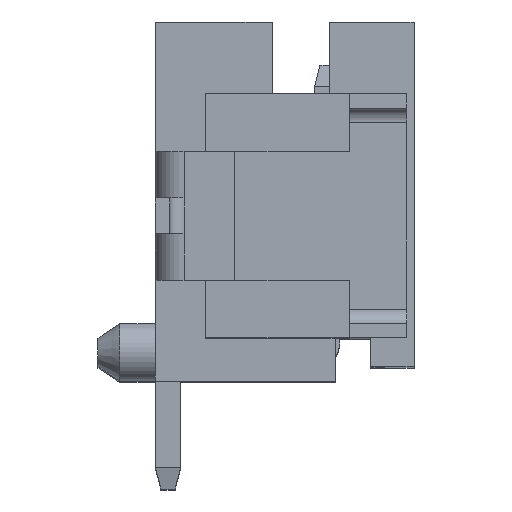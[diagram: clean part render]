
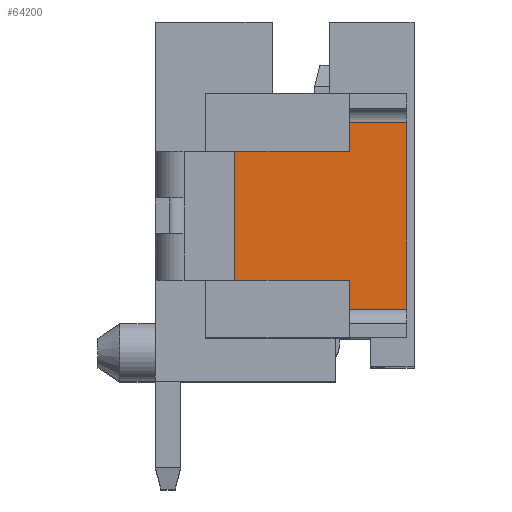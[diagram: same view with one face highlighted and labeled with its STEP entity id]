
A CAD part, top view. The second image highlights one B-rep face of the part: STEP entity #64200.
In plain terms, the highlighted planar face has unit normal (0, 0, 1).
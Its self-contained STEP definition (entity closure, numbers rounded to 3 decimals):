
#2620=CARTESIAN_POINT('',(0.283,1.27,14.15));
#2630=VERTEX_POINT('',#2620);
#2860=CARTESIAN_POINT('',(-0.417,1.27,14.15));
#2870=VERTEX_POINT('',#2860);
#2900=CARTESIAN_POINT('',(0.,1.27,14.15));
#2910=DIRECTION('',(1.,0.,0.));
#2920=VECTOR('',#2910,1.);
#2930=LINE('',#2900,#2920);
#2940=CARTESIAN_POINT('',(-0.751,1.27,14.15));
#2950=VERTEX_POINT('',#2940);
#2960=EDGE_CURVE('',#2950,#2870,#2930,.T.);
#3140=CARTESIAN_POINT('',(-0.917,1.27,14.15));
#3150=VERTEX_POINT('',#3140);
#3180=CARTESIAN_POINT('',(-1.167,1.27,14.15));
#3190=VERTEX_POINT('',#3180);
#3200=EDGE_CURVE('',#3190,#3150,#2930,.T.);
#12510=CARTESIAN_POINT('',(0.283,1.37,14.15));
#12520=VERTEX_POINT('',#12510);
#12550=CARTESIAN_POINT('',(0.283,0.,14.15));
#12560=DIRECTION('',(0.,1.,0.));
#12570=VECTOR('',#12560,1.);
#12580=LINE('',#12550,#12570);
#12590=EDGE_CURVE('',#2630,#12520,#12580,.T.);
#14770=CARTESIAN_POINT('',(0.283,-0.448,14.15));
#14780=DIRECTION('',(0.,-1.,0.));
#14790=VECTOR('',#14780,1.);
#14800=LINE('',#14770,#14790);
#14810=CARTESIAN_POINT('',(0.283,1.22,14.15));
#14820=VERTEX_POINT('',#14810);
#14830=EDGE_CURVE('',#2630,#14820,#14800,.T.);
#17890=CARTESIAN_POINT('',(0.283,-1.13,14.15));
#17900=VERTEX_POINT('',#17890);
#17930=CARTESIAN_POINT('',(0.283,0.,14.15));
#17940=DIRECTION('',(0.,1.,0.));
#17950=VECTOR('',#17940,1.);
#17960=LINE('',#17930,#17950);
#17970=CARTESIAN_POINT('',(0.283,-1.23,14.15));
#17980=VERTEX_POINT('',#17970);
#17990=EDGE_CURVE('',#17980,#17900,#17960,.T.);
#18470=CARTESIAN_POINT('',(-1.167,-1.13,14.15));
#18480=VERTEX_POINT('',#18470);
#18510=CARTESIAN_POINT('',(0.,-1.13,14.15));
#18520=DIRECTION('',(-1.,0.,0.));
#18530=VECTOR('',#18520,1.);
#18540=LINE('',#18510,#18530);
#18550=CARTESIAN_POINT('',(-0.917,-1.13,14.15));
#18560=VERTEX_POINT('',#18550);
#18570=EDGE_CURVE('',#18560,#18480,#18540,.T.);
#18750=CARTESIAN_POINT('',(-0.751,-1.13,14.15));
#18760=VERTEX_POINT('',#18750);
#18790=CARTESIAN_POINT('',(-0.417,-1.13,14.15));
#18800=VERTEX_POINT('',#18790);
#18810=EDGE_CURVE('',#18800,#18760,#18540,.T.);
#29100=CARTESIAN_POINT('',(1.083,-1.23,14.15));
#29110=VERTEX_POINT('',#29100);
#29140=CARTESIAN_POINT('',(1.083,-0.448,14.15));
#29150=DIRECTION('',(0.,-1.,0.));
#29160=VECTOR('',#29150,1.);
#29170=LINE('',#29140,#29160);
#29180=CARTESIAN_POINT('',(1.083,1.37,14.15));
#29190=VERTEX_POINT('',#29180);
#29200=EDGE_CURVE('',#29190,#29110,#29170,.T.);
#30680=CARTESIAN_POINT('',(-0.417,-0.448,14.15))
;
#30690=DIRECTION('',(0.,-1.,0.));
#30700=VECTOR('',#30690,1.);
#30710=LINE('',#30680,#30700);
#30720=CARTESIAN_POINT('',(-0.417,-1.08,14.15));
#30730=VERTEX_POINT('',#30720);
#30740=EDGE_CURVE('',#30730,#18800,#30710,.T.);
#31790=CARTESIAN_POINT('',(-0.387,-1.23,14.15));
#31800=DIRECTION('',(1.,0.,0.));
#31810=VECTOR('',#31800,1.);
#31820=LINE('',#31790,#31810);
#31830=EDGE_CURVE('',#17980,#29110,#31820,.T.);
#35040=CARTESIAN_POINT('',(-1.417,-0.931,14.15));
#35050=VERTEX_POINT('',#35040);
#35130=CARTESIAN_POINT('',(-1.417,-0.83,14.15));
#35140=VERTEX_POINT('',#35130);
#35170=CARTESIAN_POINT('',(-1.417,-0.448,14.15));
#35180=DIRECTION('',(0.,1.,0.));
#35190=VECTOR('',#35180,1.);
#35200=LINE('',#35170,#35190);
#35210=EDGE_CURVE('',#35050,#35140,#35200,.T.);
#38930=CARTESIAN_POINT('',(-2.017,-0.83,14.15));
#38940=VERTEX_POINT('',#38930);
#38970=CARTESIAN_POINT('',(-0.387,-0.83,14.15))
;
#38980=DIRECTION('',(-1.,0.,0.));
#38990=VECTOR('',#38980,1.);
#39000=LINE('',#38970,#38990);
#39010=EDGE_CURVE('',#35140,#38940,#39000,.T.);
#41440=CARTESIAN_POINT('',(-1.417,0.97,14.15));
#41450=VERTEX_POINT('',#41440);
#41480=CARTESIAN_POINT('',(-0.387,0.97,14.15));
#41490=DIRECTION('',(1.,0.,0.));
#41500=VECTOR('',#41490,1.);
#41510=LINE('',#41480,#41500);
#41520=CARTESIAN_POINT('',(-2.017,0.97,14.15));
#41530=VERTEX_POINT('',#41520);
#41540=EDGE_CURVE('',#41530,#41450,#41510,.T.);
#42620=CARTESIAN_POINT('',(-0.387,1.379,14.15));
#42630=DIRECTION('',(0.958,0.287,
0.));
#42640=VECTOR('',#42630,1.);
#42650=LINE('',#42620,#42640);
#42660=CARTESIAN_POINT('',(-0.917,1.22,14.15));
#42670=VERTEX_POINT('',#42660);
#42680=EDGE_CURVE('',#42670,#2950,#42650,.T.);
#47450=CARTESIAN_POINT('',(-0.387,1.22,14.15));
#47460=DIRECTION('',(1.,0.,0.));
#47470=VECTOR('',#47460,1.);
#47480=LINE('',#47450,#47470);
#47490=CARTESIAN_POINT('',(-0.417,1.22,14.15));
#47500=VERTEX_POINT('',#47490);
#47510=EDGE_CURVE('',#47500,#14820,#47480,.T.);
#52010=CARTESIAN_POINT('',(0.283,-1.08,14.15));
#52020=VERTEX_POINT('',#52010);
#52050=CARTESIAN_POINT('',(0.283,-0.448,14.15));
#52060=DIRECTION('',(0.,-1.,0.));
#52070=VECTOR('',#52060,1.);
#52080=LINE('',#52050,#52070);
#52090=EDGE_CURVE('',#52020,#17900,#52080,.T.);
#52650=CARTESIAN_POINT('',(-1.217,-0.917,14.15));
#52660=DIRECTION('',(0.,0.,-1.));
#52670=DIRECTION('',(0.,1.,0.));
#52680=AXIS2_PLACEMENT_3D('',#52650,#52660,#52670);
#52690=CIRCLE('',#52680,0.2);
#52700=CARTESIAN_POINT('',(-1.256,-1.113,14.15));
#52710=VERTEX_POINT('',#52700);
#52720=EDGE_CURVE('',#52710,#35050,#52690,.T.);
#55860=CARTESIAN_POINT('',(-2.017,1.77,14.15));
#55870=DIRECTION('',(0.,-1.,0.));
#55880=VECTOR('',#55870,1.);
#55890=LINE('',#55860,#55880);
#55900=EDGE_CURVE('',#41530,#38940,#55890,.T.);
#56620=CARTESIAN_POINT('',(-0.387,-1.287,14.15));
#56630=DIRECTION('',(-0.981,0.196,
0.));
#56640=VECTOR('',#56630,1.);
#56650=LINE('',#56620,#56640);
#56660=EDGE_CURVE('',#18480,#52710,#56650,.T.);
#58030=CARTESIAN_POINT('',(-0.917,-0.448,14.15))
;
#58040=DIRECTION('',(0.,-1.,0.));
#58050=VECTOR('',#58040,1.);
#58060=LINE('',#58030,#58050);
#58070=CARTESIAN_POINT('',(-0.917,-1.08,14.15));
#58080=VERTEX_POINT('',#58070);
#58090=EDGE_CURVE('',#58080,#18560,#58060,.T.);
#59470=CARTESIAN_POINT('',(-1.256,1.252,14.15));
#59480=VERTEX_POINT('',#59470);
#59510=CARTESIAN_POINT('',(-1.217,1.056,14.15));
#59520=DIRECTION('',(0.,0.,1.));
#59530=DIRECTION('',(0.,-1.,0.));
#59540=AXIS2_PLACEMENT_3D('',#59510,#59520,#59530);
#59550=CIRCLE('',#59540,0.2);
#59560=CARTESIAN_POINT('',(-1.417,1.07,14.15));
#59570=VERTEX_POINT('',#59560);
#59580=EDGE_CURVE('',#59480,#59570,#59550,.T.);
#59760=CARTESIAN_POINT('',(-0.387,1.426,14.15));
#59770=DIRECTION('',(0.981,0.196,
0.));
#59780=VECTOR('',#59770,1.);
#59790=LINE('',#59760,#59780);
#59800=EDGE_CURVE('',#59480,#3190,#59790,.T.);
#59930=CARTESIAN_POINT('',(-1.417,-0.448,14.15));
#59940=DIRECTION('',(0.,1.,0.));
#59950=VECTOR('',#59940,1.);
#59960=LINE('',#59930,#59950);
#59970=EDGE_CURVE('',#41450,#59570,#59960,.T.);
#61470=CARTESIAN_POINT('',(-0.387,-1.24,14.15));
#61480=DIRECTION('',(-0.958,0.287,
0.));
#61490=VECTOR('',#61480,1.);
#61500=LINE('',#61470,#61490);
#61510=EDGE_CURVE('',#18760,#58080,#61500,.T.);
#61750=CARTESIAN_POINT('',(-0.387,-1.08,14.15));
#61760=DIRECTION('',(-1.,0.,0.));
#61770=VECTOR('',#61760,1.);
#61780=LINE('',#61750,#61770);
#61790=EDGE_CURVE('',#52020,#30730,#61780,.T.);
#63070=CARTESIAN_POINT('',(-0.917,-0.448,14.15))
;
#63080=DIRECTION('',(0.,-1.,0.));
#63090=VECTOR('',#63080,1.);
#63100=LINE('',#63070,#63090);
#63110=EDGE_CURVE('',#3150,#42670,#63100,.T.);
#63240=CARTESIAN_POINT('',(-0.417,-0.448,14.15))
;
#63250=DIRECTION('',(0.,-1.,0.));
#63260=VECTOR('',#63250,1.);
#63270=LINE('',#63240,#63260);
#63280=EDGE_CURVE('',#2870,#47500,#63270,.T.);
#63740=CARTESIAN_POINT('',(-0.387,1.37,14.15));
#63750=DIRECTION('',(-1.,0.,0.));
#63760=VECTOR('',#63750,1.);
#63770=LINE('',#63740,#63760);
#63780=EDGE_CURVE('',#29190,#12520,#63770,.T.);
#63850=CARTESIAN_POINT('',(1.083,1.77,14.15));
#63860=DIRECTION('',(0.,0.,-1.));
#63870=DIRECTION('',(1.,0.,0.));
#63880=AXIS2_PLACEMENT_3D('',#63850,#63860,#63870);
#63890=PLANE('',#63880);
#63900=ORIENTED_EDGE('',*,*,#59970,.F.);
#63910=ORIENTED_EDGE('',*,*,#59580,.T.);
#63920=ORIENTED_EDGE('',*,*,#59800,.F.);
#63930=ORIENTED_EDGE('',*,*,#3200,.F.);
#63940=ORIENTED_EDGE('',*,*,#63110,.F.);
#63950=ORIENTED_EDGE('',*,*,#42680,.F.);
#63960=ORIENTED_EDGE('',*,*,#2960,.F.);
#63970=ORIENTED_EDGE('',*,*,#63280,.F.);
#63980=ORIENTED_EDGE('',*,*,#47510,.F.);
#63990=ORIENTED_EDGE('',*,*,#14830,.T.);
#64000=ORIENTED_EDGE('',*,*,#12590,.F.);
#64010=ORIENTED_EDGE('',*,*,#63780,.T.);
#64020=ORIENTED_EDGE('',*,*,#29200,.F.);
#64030=ORIENTED_EDGE('',*,*,#31830,.T.);
#64040=ORIENTED_EDGE('',*,*,#17990,.F.);
#64050=ORIENTED_EDGE('',*,*,#52090,.T.);
#64060=ORIENTED_EDGE('',*,*,#61790,.F.);
#64070=ORIENTED_EDGE('',*,*,#30740,.F.);
#64080=ORIENTED_EDGE('',*,*,#18810,.F.);
#64090=ORIENTED_EDGE('',*,*,#61510,.F.);
#64100=ORIENTED_EDGE('',*,*,#58090,.F.);
#64110=ORIENTED_EDGE('',*,*,#18570,.F.);
#64120=ORIENTED_EDGE('',*,*,#56660,.F.);
#64130=ORIENTED_EDGE('',*,*,#52720,.F.);
#64140=ORIENTED_EDGE('',*,*,#35210,.F.);
#64150=ORIENTED_EDGE('',*,*,#39010,.F.);
#64160=ORIENTED_EDGE('',*,*,#55900,.T.);
#64170=ORIENTED_EDGE('',*,*,#41540,.F.);
#64180=EDGE_LOOP('',(#64170,#64160,#64150,#64140,#64130,#64120,#64110,
#64100,#64090,#64080,#64070,#64060,#64050,#64040,#64030,#64020,#64010,
#64000,#63990,#63980,#63970,#63960,#63950,#63940,#63930,#63920,#63910,
#63900));
#64190=FACE_OUTER_BOUND('',#64180,.T.);
#64200=ADVANCED_FACE('',(#64190),#63890,.F.);
